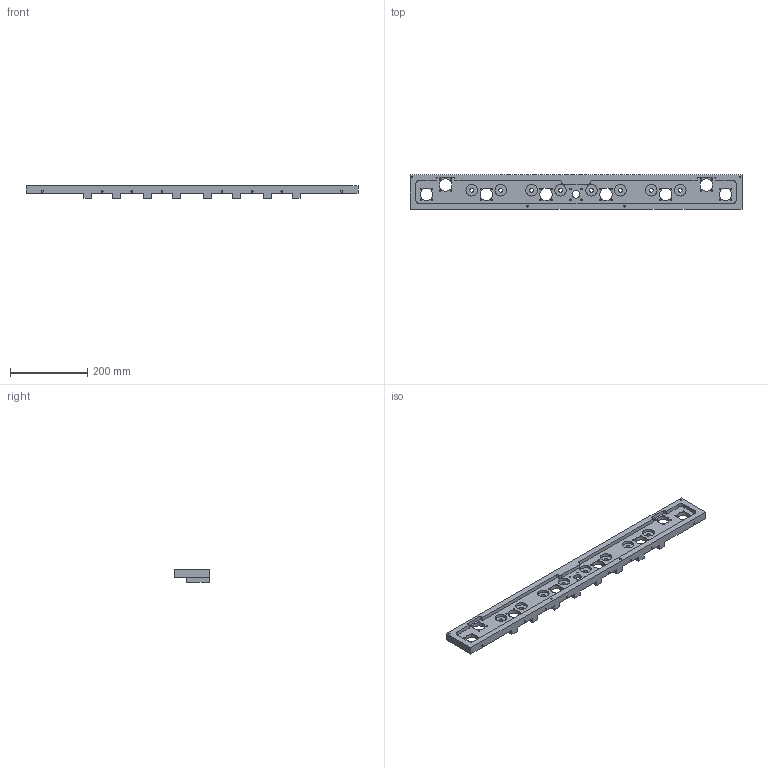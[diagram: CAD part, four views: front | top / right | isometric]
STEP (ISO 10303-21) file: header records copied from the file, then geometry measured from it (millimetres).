
FILE_DESCRIPTION (( 'STEP AP214' ), '1' );
FILE_NAME ('ASM-120-046-01-traverse inférieur.STEP', '2019-11-14T10:55:40', ( '' ), ( '' ), 'SwSTEP 2.0', 'SolidWorks 2018', '' );
FILE_SCHEMA (( 'AUTOMOTIVE_DESIGN' ));
Length unit declared in the file: millimetre
Products named in the file (1): ASM-120-046-01-traverse inférieur
Bounding box: 860 x 90 x 33.2 mm (x, y, z)
Volume: 1048930.6 mm3; surface area: 238786.3 mm2
Topology: 1 solids, 1 shells, 243 faces, 680 edges, 440 vertices
Faces by surface type: cylinder 166, plane 61, cone 16
Entity records: 9534 total; most frequent: CARTESIAN_POINT 1672, DIRECTION 1460, ORIENTED_EDGE 1328, EDGE_CURVE 664, AXIS2_PLACEMENT_3D 564, VERTEX_POINT 440, EDGE_LOOP 382, LINE 332
